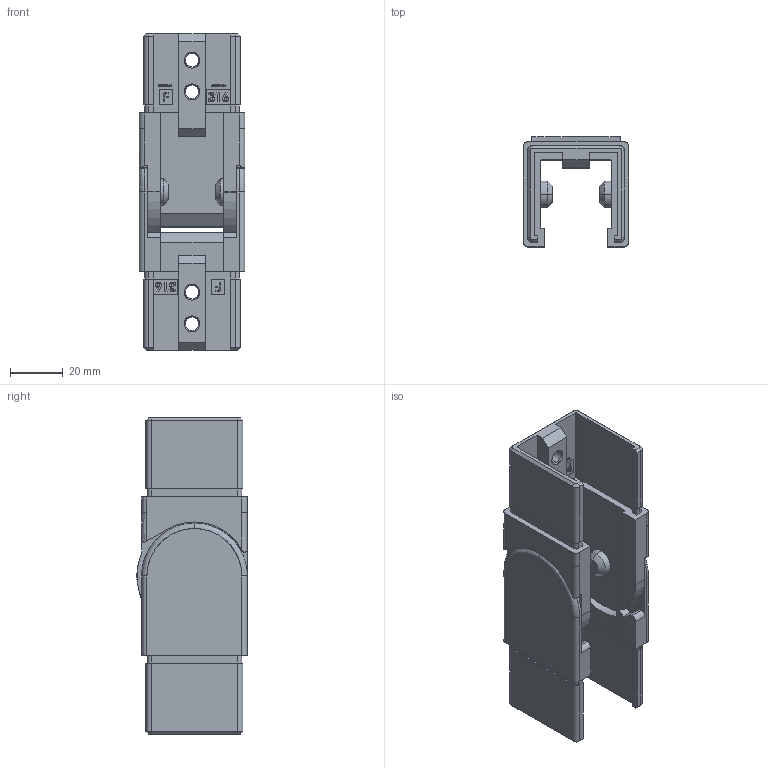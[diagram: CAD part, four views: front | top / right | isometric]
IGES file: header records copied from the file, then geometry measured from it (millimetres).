
Start section: SolidWorks IGES file using analytic representation for surfaces
Global section: file name: 60340-V4A.IGS; native system: SolidWorks 2015; preprocessor: SolidWorks 2015; author: Christian; date: 200428.161359; units: millimetre
Bounding box: 40 x 41.8 x 120 mm (x, y, z)
Surface area: 36039.7 mm2 (no closed solid volume)
Topology: 0 solids, 0 shells, 599 faces, 6417 edges, 6417 vertices
Faces by surface type: bspline 463, revolution 136
